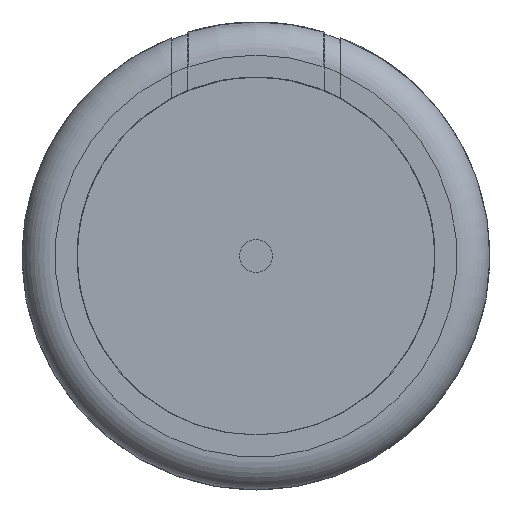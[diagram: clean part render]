
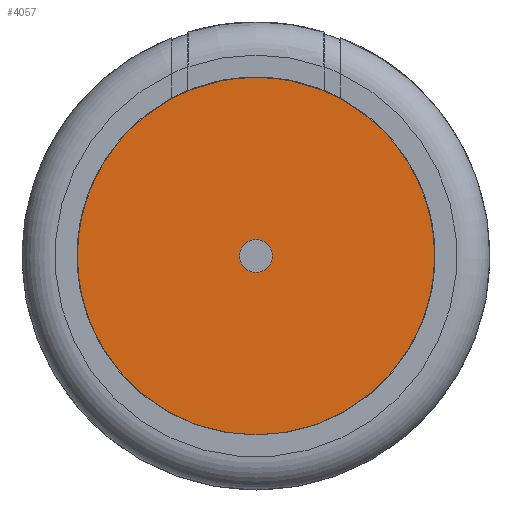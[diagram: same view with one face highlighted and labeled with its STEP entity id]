
A CAD part, front view. The second image highlights one B-rep face of the part: STEP entity #4057.
In plain terms, the highlighted planar face has unit normal (0, -1, 0).
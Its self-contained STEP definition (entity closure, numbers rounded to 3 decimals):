
#777=ORIENTED_EDGE('',*,*,#1467,.F.);
#1467=EDGE_CURVE('',#1875,#1875,#2125,.T.);
#1875=VERTEX_POINT('',#5221);
#2125=CIRCLE('',#4237,3.25);
#2257=EDGE_LOOP('',(#777));
#2469=FACE_BOUND('',#2257,.T.);
#2655=PLANE('',#4296);
#4057=ADVANCED_FACE('',(#2469),#2655,.F.);
#4237=AXIS2_PLACEMENT_3D('',#5220,#4505,#4506);
#4296=AXIS2_PLACEMENT_3D('',#5583,#4660,#4661);
#4505=DIRECTION('',(0.,1.,0.));
#4506=DIRECTION('',(0.,0.,-1.));
#4660=DIRECTION('',(0.,1.,0.));
#4661=DIRECTION('',(0.,0.,1.));
#5220=CARTESIAN_POINT('',(0.,-15.9,0.));
#5221=CARTESIAN_POINT('',(0.,-15.9,-3.25));
#5583=CARTESIAN_POINT('',(0.,-15.9,0.));
